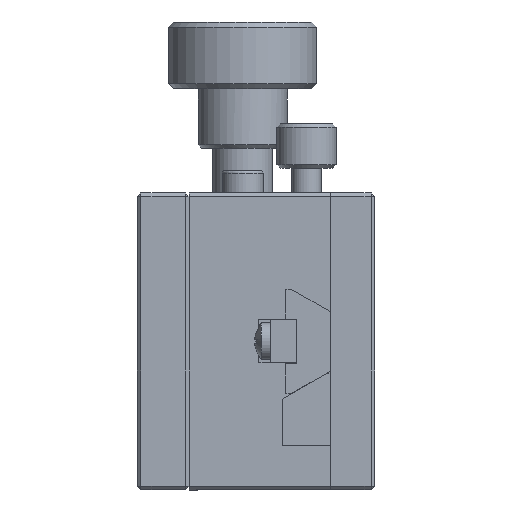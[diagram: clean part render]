
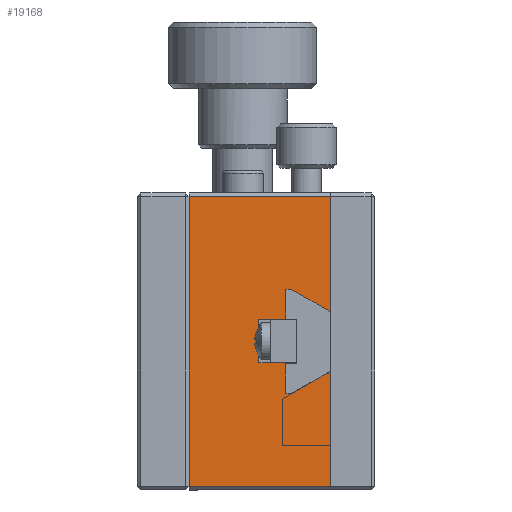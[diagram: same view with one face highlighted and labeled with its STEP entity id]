
A CAD part, left-side view. The second image highlights one B-rep face of the part: STEP entity #19168.
In plain terms, the highlighted planar face has unit normal (1, 0, 0).
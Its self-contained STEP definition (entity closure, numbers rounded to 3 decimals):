
#2101 = CARTESIAN_POINT ( 'NONE',  ( 0.651, 13.552, 19.5 ) ) ;
#2400 = ORIENTED_EDGE ( 'NONE', *, *, #8191, .F. ) ;
#2506 = LINE ( 'NONE', #24111, #4625 ) ;
#2612 = LINE ( 'NONE', #2101, #16734 ) ;
#4055 = EDGE_CURVE ( 'NONE', #25608, #7405, #2612, .T. ) ;
#4625 = VECTOR ( 'NONE', #10442, 1000. ) ;
#5405 = ORIENTED_EDGE ( 'NONE', *, *, #22696, .F. ) ;
#5436 = EDGE_LOOP ( 'NONE', ( #10146, #2400, #5405, #21320 ) ) ;
#6186 = LINE ( 'NONE', #18285, #12899 ) ;
#6316 = CARTESIAN_POINT ( 'NONE',  ( 0.651, 13.552, 19.5 ) ) ;
#6436 = VECTOR ( 'NONE', #7679, 1000. ) ;
#7405 = VERTEX_POINT ( 'NONE', #23884 ) ;
#7679 = DIRECTION ( 'NONE',  ( 0., 0., -1. ) ) ;
#8191 = EDGE_CURVE ( 'NONE', #16063, #25608, #2506, .T. ) ;
#8759 = CARTESIAN_POINT ( 'NONE',  ( 0.651, 32.552, -19.5 ) ) ;
#9755 = DIRECTION ( 'NONE',  ( 0., -1., 0. ) ) ;
#10146 = ORIENTED_EDGE ( 'NONE', *, *, #4055, .F. ) ;
#10442 = DIRECTION ( 'NONE',  ( 0., 0., 1. ) ) ;
#12899 = VECTOR ( 'NONE', #14642, 1000. ) ;
#13400 = VERTEX_POINT ( 'NONE', #8759 ) ;
#13526 = FACE_OUTER_BOUND ( 'NONE', #5436, .T. ) ;
#13663 = PLANE ( 'NONE',  #14893 ) ;
#14642 = DIRECTION ( 'NONE',  ( 0., -1., 0. ) ) ;
#14893 = AXIS2_PLACEMENT_3D ( 'NONE', #23273, #17806, #9755 ) ;
#15136 = EDGE_CURVE ( 'NONE', #7405, #13400, #23150, .T. ) ;
#16063 = VERTEX_POINT ( 'NONE', #17709 ) ;
#16734 = VECTOR ( 'NONE', #22380, 1000. ) ;
#17709 = CARTESIAN_POINT ( 'NONE',  ( 0.651, 13.552, -19.5 ) ) ;
#17806 = DIRECTION ( 'NONE',  ( -1., 0., 0. ) ) ;
#18285 = CARTESIAN_POINT ( 'NONE',  ( 0.651, 13.552, -19.5 ) ) ;
#19168 = ADVANCED_FACE ( 'NONE', ( #13526 ), #13663, .F. ) ;
#19241 = CARTESIAN_POINT ( 'NONE',  ( 0.651, 32.552, -14.5 ) ) ;
#21320 = ORIENTED_EDGE ( 'NONE', *, *, #15136, .F. ) ;
#22380 = DIRECTION ( 'NONE',  ( 0., 1., 0. ) ) ;
#22696 = EDGE_CURVE ( 'NONE', #13400, #16063, #6186, .T. ) ;
#23150 = LINE ( 'NONE', #19241, #6436 ) ;
#23273 = CARTESIAN_POINT ( 'NONE',  ( 0.651, 13.552, -14.5 ) ) ;
#23884 = CARTESIAN_POINT ( 'NONE',  ( 0.651, 32.552, 19.5 ) ) ;
#24111 = CARTESIAN_POINT ( 'NONE',  ( 0.651, 13.552, 4.747 ) ) ;
#25608 = VERTEX_POINT ( 'NONE', #6316 ) ;
